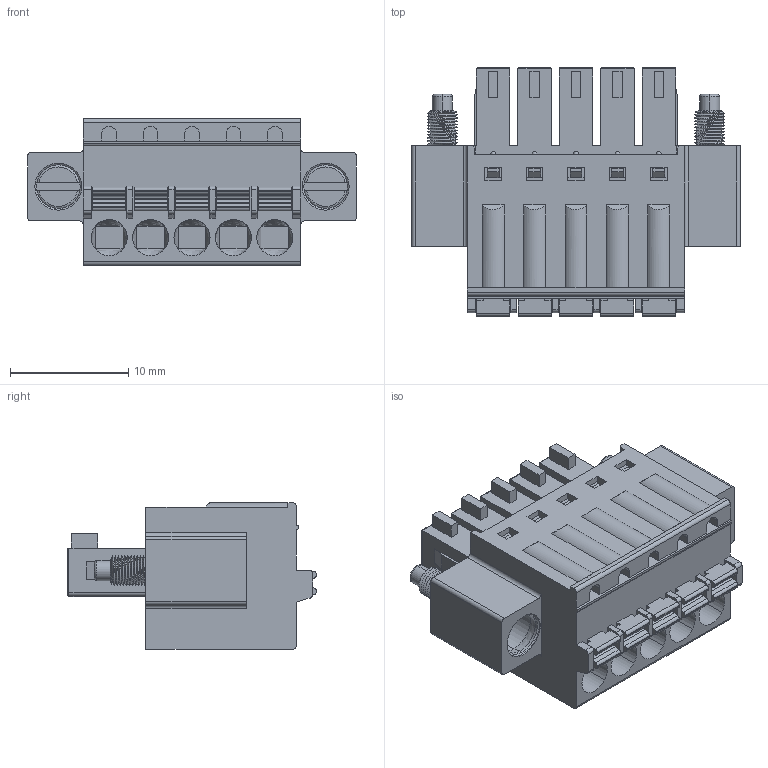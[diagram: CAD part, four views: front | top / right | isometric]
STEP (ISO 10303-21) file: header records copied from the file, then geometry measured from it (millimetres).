
FILE_DESCRIPTION((''),'2;1');
FILE_NAME('WJ15EDGKDM-350-05P','2017-03-16T',('QZY'),(''),'CREO PARAMETRIC BY PTC INC, 2014440','CREO PARAMETRIC BY PTC INC, 2014440','');
FILE_SCHEMA(('CONFIG_CONTROL_DESIGN'));
Length unit declared in the file: millimetre
Products named in the file (1): WJ15EDGKDM-350-05P
Bounding box: 27.8 x 21 x 12.4 mm (x, y, z)
Volume: 3347.8 mm3; surface area: 3076.4 mm2
Topology: 1 solids, 1 shells, 702 faces, 1876 edges, 1216 vertices
Faces by surface type: plane 438, cylinder 156, bspline 40, torus 37, cone 26, sphere 5
Entity records: 27062 total; most frequent: CARTESIAN_POINT 9567, ORIENTED_EDGE 3742, DIRECTION 3450, EDGE_CURVE 1871, VECTOR 1322, LINE 1322, VERTEX_POINT 1216, AXIS2_PLACEMENT_3D 1064
